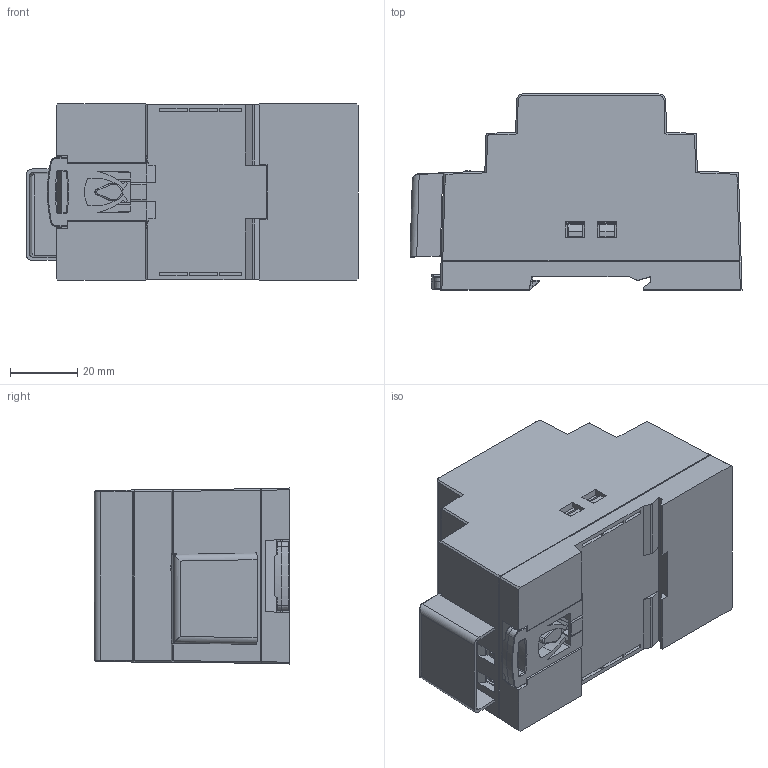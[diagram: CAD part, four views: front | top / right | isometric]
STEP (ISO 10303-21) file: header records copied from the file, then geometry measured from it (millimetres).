
FILE_DESCRIPTION((''),'2;1');
FILE_NAME('YSD60-PD_ASM','2024-05-30T07:45:27',('Administrator'),(''),'CREO PARAMETRIC BY PTC INC, 2021063','CREO PARAMETRIC BY PTC INC, 2021063','');
FILE_SCHEMA(('CONFIG_CONTROL_DESIGN'));
Length unit declared in the file: millimetre
Products named in the file (10): YSD60-BOTTOM; YSD60-PCB; SN-S; XC1; YSD60-PRO_ASM; YSD60-CAP; YSD60-CAP-2; 2X6L; YSD60-BT; YSD60-PD_ASM
Assembly tree (9 placements, depth 3):
  YSD60-PD_ASM
    YSD60-BOTTOM
    YSD60-PRO_ASM
      YSD60-PCB
      SN-S
      XC1
    YSD60-CAP
    YSD60-CAP-2
    2X6L
    YSD60-BT
Bounding box: 99.03 x 58.4 x 52.5 mm (x, y, z)
Volume: 111590.7 mm3; surface area: 97358.8 mm2
Topology: 11 solids, 11 shells, 1241 faces, 3346 edges, 2199 vertices
Faces by surface type: plane 957, cylinder 155, cone 53, bspline 48, torus 22, sphere 6
Entity records: 50800 total; most frequent: CARTESIAN_POINT 19866, ORIENTED_EDGE 6676, DIRECTION 5781, EDGE_CURVE 3338, VECTOR 2631, LINE 2631, VERTEX_POINT 2199, AXIS2_PLACEMENT_3D 1575
